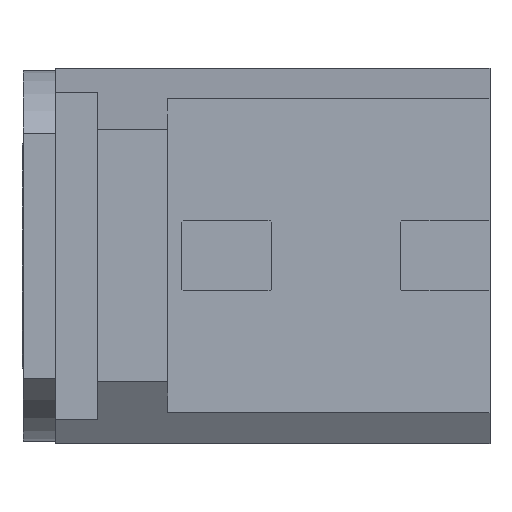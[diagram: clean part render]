
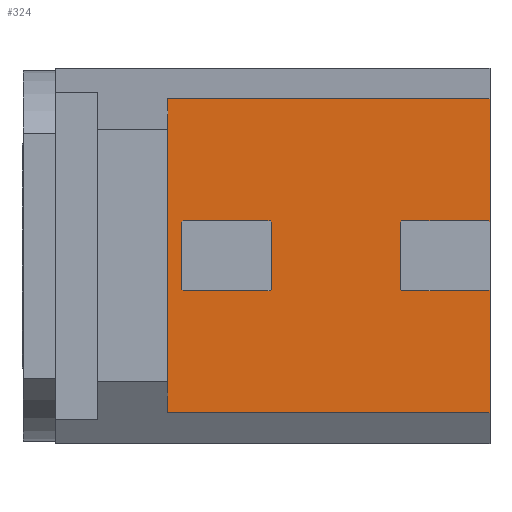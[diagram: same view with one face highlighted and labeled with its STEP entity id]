
A CAD part, top view. The second image highlights one B-rep face of the part: STEP entity #324.
In plain terms, the highlighted planar face has unit normal (0, 0, 1).
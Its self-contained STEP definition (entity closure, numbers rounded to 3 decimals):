
#37=PLANE('',#953);
#130=LINE('',#1365,#228);
#132=LINE('',#1369,#230);
#133=LINE('',#1372,#231);
#134=LINE('',#1374,#232);
#135=LINE('',#1375,#233);
#136=LINE('',#1377,#234);
#137=LINE('',#1379,#235);
#138=LINE('',#1381,#236);
#139=LINE('',#1383,#237);
#140=LINE('',#1385,#238);
#141=LINE('',#1387,#239);
#142=LINE('',#1389,#240);
#143=LINE('',#1390,#241);
#144=LINE('',#1393,#242);
#145=LINE('',#1395,#243);
#146=LINE('',#1397,#244);
#147=LINE('',#1399,#245);
#148=LINE('',#1401,#246);
#149=LINE('',#1403,#247);
#150=LINE('',#1405,#248);
#228=VECTOR('',#1068,1.);
#230=VECTOR('',#1072,1.);
#231=VECTOR('',#1073,1.);
#232=VECTOR('',#1074,1.);
#233=VECTOR('',#1075,1.);
#234=VECTOR('',#1076,1.);
#235=VECTOR('',#1077,1.);
#236=VECTOR('',#1078,1.);
#237=VECTOR('',#1079,1.);
#238=VECTOR('',#1080,1.);
#239=VECTOR('',#1081,1.);
#240=VECTOR('',#1082,1.);
#241=VECTOR('',#1083,1.);
#242=VECTOR('',#1084,1.);
#243=VECTOR('',#1085,1.);
#244=VECTOR('',#1086,1.);
#245=VECTOR('',#1087,1.);
#246=VECTOR('',#1088,1.);
#247=VECTOR('',#1089,1.);
#248=VECTOR('',#1090,1.);
#324=ADVANCED_FACE('',(#391,#392),#37,.T.);
#391=FACE_BOUND('',#419,.T.);
#392=FACE_BOUND('',#420,.T.);
#419=EDGE_LOOP('',(#509,#510,#511,#512,#513,#514,#515,#516,#517,#518,#519,
#520));
#420=EDGE_LOOP('',(#521,#522,#523,#524,#525,#526,#527,#528));
#509=ORIENTED_EDGE('',*,*,#815,.T.);
#510=ORIENTED_EDGE('',*,*,#816,.T.);
#511=ORIENTED_EDGE('',*,*,#817,.T.);
#512=ORIENTED_EDGE('',*,*,#813,.F.);
#513=ORIENTED_EDGE('',*,*,#818,.F.);
#514=ORIENTED_EDGE('',*,*,#819,.T.);
#515=ORIENTED_EDGE('',*,*,#820,.T.);
#516=ORIENTED_EDGE('',*,*,#821,.T.);
#517=ORIENTED_EDGE('',*,*,#822,.T.);
#518=ORIENTED_EDGE('',*,*,#823,.T.);
#519=ORIENTED_EDGE('',*,*,#824,.T.);
#520=ORIENTED_EDGE('',*,*,#825,.T.);
#521=ORIENTED_EDGE('',*,*,#826,.T.);
#522=ORIENTED_EDGE('',*,*,#827,.T.);
#523=ORIENTED_EDGE('',*,*,#828,.T.);
#524=ORIENTED_EDGE('',*,*,#829,.T.);
#525=ORIENTED_EDGE('',*,*,#830,.T.);
#526=ORIENTED_EDGE('',*,*,#831,.T.);
#527=ORIENTED_EDGE('',*,*,#832,.T.);
#528=ORIENTED_EDGE('',*,*,#833,.T.);
#723=VERTEX_POINT('',#1364);
#724=VERTEX_POINT('',#1366);
#725=VERTEX_POINT('',#1370);
#726=VERTEX_POINT('',#1371);
#727=VERTEX_POINT('',#1373);
#728=VERTEX_POINT('',#1376);
#729=VERTEX_POINT('',#1378);
#730=VERTEX_POINT('',#1380);
#731=VERTEX_POINT('',#1382);
#732=VERTEX_POINT('',#1384);
#733=VERTEX_POINT('',#1386);
#734=VERTEX_POINT('',#1388);
#735=VERTEX_POINT('',#1391);
#736=VERTEX_POINT('',#1392);
#737=VERTEX_POINT('',#1394);
#738=VERTEX_POINT('',#1396);
#739=VERTEX_POINT('',#1398);
#740=VERTEX_POINT('',#1400);
#741=VERTEX_POINT('',#1402);
#742=VERTEX_POINT('',#1404);
#813=EDGE_CURVE('',#723,#724,#130,.T.);
#815=EDGE_CURVE('',#725,#726,#132,.T.);
#816=EDGE_CURVE('',#726,#727,#133,.T.);
#817=EDGE_CURVE('',#727,#724,#134,.T.);
#818=EDGE_CURVE('',#728,#723,#135,.T.);
#819=EDGE_CURVE('',#728,#729,#136,.T.);
#820=EDGE_CURVE('',#729,#730,#137,.T.);
#821=EDGE_CURVE('',#730,#731,#138,.T.);
#822=EDGE_CURVE('',#731,#732,#139,.T.);
#823=EDGE_CURVE('',#732,#733,#140,.T.);
#824=EDGE_CURVE('',#733,#734,#141,.T.);
#825=EDGE_CURVE('',#734,#725,#142,.T.);
#826=EDGE_CURVE('',#735,#736,#143,.T.);
#827=EDGE_CURVE('',#736,#737,#144,.T.);
#828=EDGE_CURVE('',#737,#738,#145,.T.);
#829=EDGE_CURVE('',#738,#739,#146,.T.);
#830=EDGE_CURVE('',#739,#740,#147,.T.);
#831=EDGE_CURVE('',#740,#741,#148,.T.);
#832=EDGE_CURVE('',#741,#742,#149,.T.);
#833=EDGE_CURVE('',#742,#735,#150,.T.);
#953=AXIS2_PLACEMENT_3D('',#1406,#1091,#1092);
#1068=DIRECTION('',(0.,1.,0.));
#1072=DIRECTION('',(0.707,-0.707,0.));
#1073=DIRECTION('',(0.,1.,0.));
#1074=DIRECTION('',(-1.,0.,0.));
#1075=DIRECTION('',(-1.,0.,0.));
#1076=DIRECTION('',(0.,1.,0.));
#1077=DIRECTION('',(-0.707,-0.707,0.));
#1078=DIRECTION('',(-1.,0.,0.));
#1079=DIRECTION('',(-0.707,0.707,0.));
#1080=DIRECTION('',(0.,1.,0.));
#1081=DIRECTION('',(0.707,0.707,0.));
#1082=DIRECTION('',(1.,0.,0.));
#1083=DIRECTION('',(0.707,0.707,0.));
#1084=DIRECTION('',(1.,0.,0.));
#1085=DIRECTION('',(0.707,-0.707,0.));
#1086=DIRECTION('',(0.,-1.,0.));
#1087=DIRECTION('',(-0.707,-0.707,0.));
#1088=DIRECTION('',(-1.,0.,0.));
#1089=DIRECTION('',(-0.707,0.707,0.));
#1090=DIRECTION('',(0.,1.,0.));
#1091=DIRECTION('',(0.,0.,1.));
#1092=DIRECTION('',(0.,1.,0.));
#1364=CARTESIAN_POINT('',(0.,-55.986,0.));
#1365=CARTESIAN_POINT('',(0.,-55.986,0.));
#1366=CARTESIAN_POINT('',(0.,55.986,0.));
#1369=CARTESIAN_POINT('',(114.5,12.5,0.));
#1370=CARTESIAN_POINT('',(114.5,12.5,0.));
#1371=CARTESIAN_POINT('',(115.,12.,0.));
#1372=CARTESIAN_POINT('',(115.,-55.986,0.));
#1373=CARTESIAN_POINT('',(115.,55.986,0.));
#1374=CARTESIAN_POINT('',(115.,55.986,0.));
#1375=CARTESIAN_POINT('',(115.,-55.986,0.));
#1376=CARTESIAN_POINT('',(115.,-55.986,0.));
#1377=CARTESIAN_POINT('',(115.,-55.986,0.));
#1378=CARTESIAN_POINT('',(115.,-12.,0.));
#1379=CARTESIAN_POINT('',(115.,-12.,0.));
#1380=CARTESIAN_POINT('',(114.5,-12.5,0.));
#1381=CARTESIAN_POINT('',(114.5,-12.5,0.));
#1382=CARTESIAN_POINT('',(83.5,-12.5,0.));
#1383=CARTESIAN_POINT('',(83.5,-12.5,0.));
#1384=CARTESIAN_POINT('',(83.,-12.,0.));
#1385=CARTESIAN_POINT('',(83.,12.,0.));
#1386=CARTESIAN_POINT('',(83.,12.,0.));
#1387=CARTESIAN_POINT('',(83.,12.,0.));
#1388=CARTESIAN_POINT('',(83.5,12.5,0.));
#1389=CARTESIAN_POINT('',(83.5,12.5,0.));
#1390=CARTESIAN_POINT('',(5.,12.,0.));
#1391=CARTESIAN_POINT('',(5.,12.,0.));
#1392=CARTESIAN_POINT('',(5.5,12.5,0.));
#1393=CARTESIAN_POINT('',(5.5,12.5,0.));
#1394=CARTESIAN_POINT('',(36.5,12.5,0.));
#1395=CARTESIAN_POINT('',(36.5,12.5,0.));
#1396=CARTESIAN_POINT('',(37.,12.,0.));
#1397=CARTESIAN_POINT('',(37.,12.,0.));
#1398=CARTESIAN_POINT('',(37.,-12.,0.));
#1399=CARTESIAN_POINT('',(37.,-12.,0.));
#1400=CARTESIAN_POINT('',(36.5,-12.5,0.));
#1401=CARTESIAN_POINT('',(36.5,-12.5,0.));
#1402=CARTESIAN_POINT('',(5.5,-12.5,0.));
#1403=CARTESIAN_POINT('',(5.5,-12.5,0.));
#1404=CARTESIAN_POINT('',(5.,-12.,0.));
#1405=CARTESIAN_POINT('',(5.,12.,0.));
#1406=CARTESIAN_POINT('',(115.,-55.986,0.));
